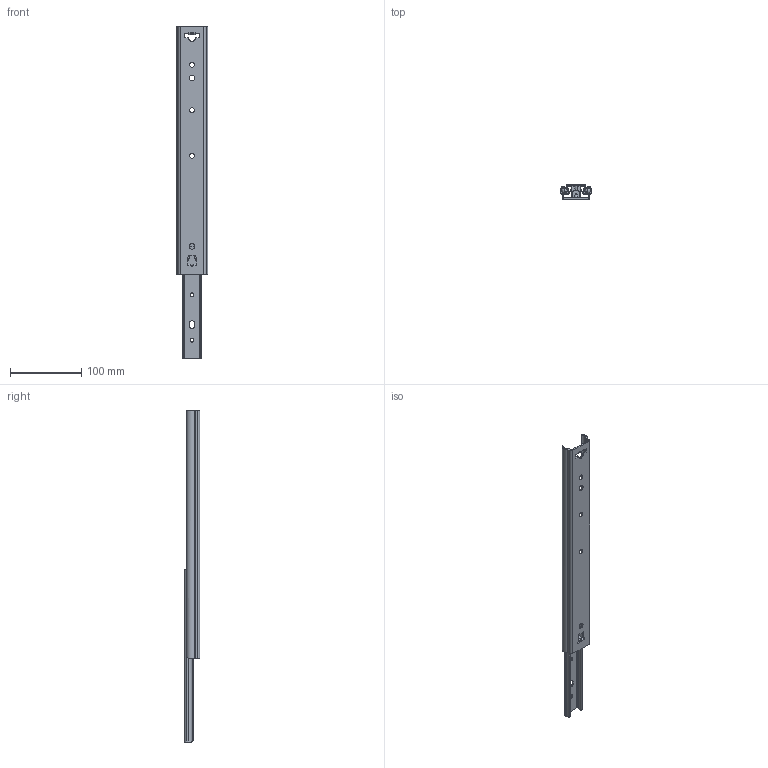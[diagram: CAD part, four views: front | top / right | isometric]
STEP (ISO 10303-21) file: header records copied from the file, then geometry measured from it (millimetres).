
FILE_DESCRIPTION(/* description */ ('ADO 350 / 224mm (21.5)'),/* implementation_level */ '2;1');
FILE_NAME(/* name */ '105-042_03_out_nf.stp',/* time_stamp */ '2024-09-23T10:43:56+02:00',/* author */ ('r.quadvlieg'),/* organization */ (''),/* preprocessor_version */ 'ST-DEVELOPER v18.1',/* originating_system */ 'Autodesk Inventor 2022',/* authorisation */ '');
FILE_SCHEMA (('AUTOMOTIVE_DESIGN { 1 0 10303 214 3 1 1 }'));
Length unit declared in the file: millimetre
Products named in the file (9): 105-042; 105-042_1; 105-042_2; 105-042_3; 105-042_4; 105-042_5; 105-042_6; 105-042_7; 105-042_8
Assembly tree (21 placements, depth 3):
  105-042
    105-042_1
    105-042_2
      105-042_3
    105-042_4
      105-042_5
      105-042_6  x14
    105-042_7
      105-042_8
Bounding box: 44.65 x 21.5 x 467 mm (x, y, z)
Volume: 78589.4 mm3; surface area: 88040.4 mm2
Topology: 17 solids, 17 shells, 408 faces, 1187 edges, 785 vertices
Faces by surface type: plane 218, cylinder 173, sphere 14, cone 3
Full cylindrical faces by diameter (mm): 5.1 x3, 7 x3, 8 x3, 8.1 x14
Entity records: 13842 total; most frequent: CARTESIAN_POINT 2601, DIRECTION 2298, ORIENTED_EDGE 2292, EDGE_CURVE 1146, LINE 780, VECTOR 780, VERTEX_POINT 759, AXIS2_PLACEMENT_3D 759
